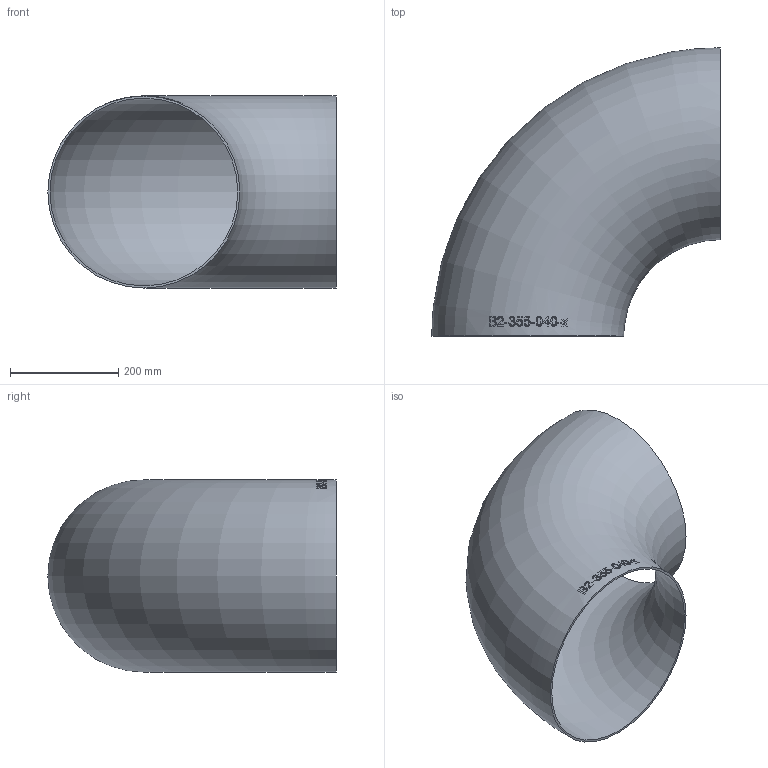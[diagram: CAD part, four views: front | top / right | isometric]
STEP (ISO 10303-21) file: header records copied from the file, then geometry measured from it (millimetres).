
FILE_DESCRIPTION (( 'STEP AP214' ), '1' );
FILE_NAME ('B2-355-040-x Bogen 2004.STEP', '2020-04-01T13:17:42', ( '' ), ( '' ), 'SwSTEP 2.0', 'SolidWorks 2019', '' );
FILE_SCHEMA (( 'AUTOMOTIVE_DESIGN' ));
Length unit declared in the file: millimetre
Products named in the file (1): B2-355-040-x Bogen 2004
Bounding box: 533.8 x 533.8 x 355.6 mm (x, y, z)
Volume: 2470727.6 mm3; surface area: 1244242.6 mm2
Topology: 1 solids, 1 shells, 165 faces, 442 edges, 295 vertices
Faces by surface type: bspline 142, torus 21, plane 2
Entity records: 32835 total; most frequent: CARTESIAN_POINT 28323, ORIENTED_EDGE 860, EDGE_CURVE 430, B_SPLINE_CURVE_WITH_KNOTS 426, VERTEX_POINT 288, EDGE_LOOP 184, FACE_OUTER_BOUND 165, ADVANCED_FACE 163
